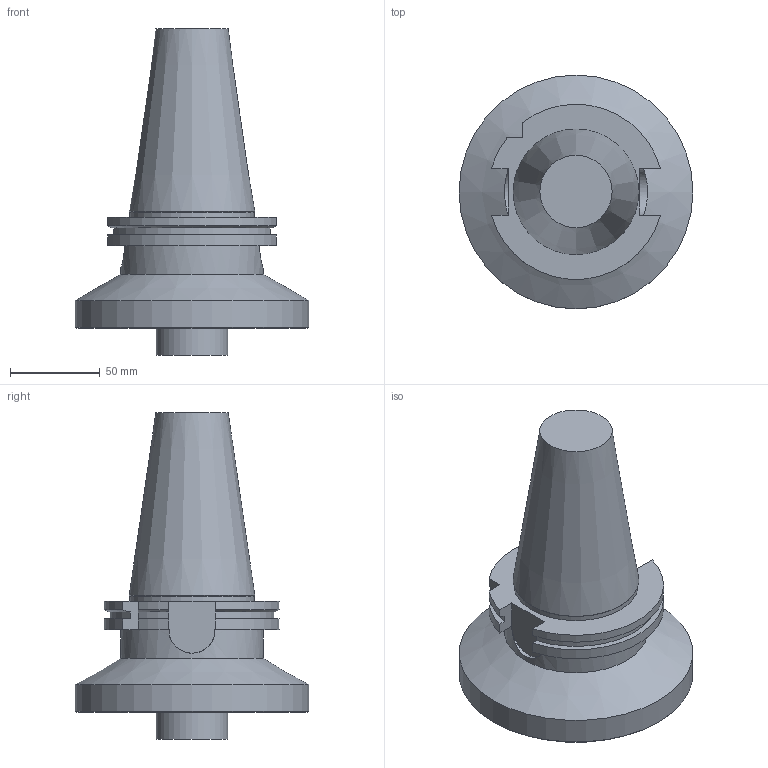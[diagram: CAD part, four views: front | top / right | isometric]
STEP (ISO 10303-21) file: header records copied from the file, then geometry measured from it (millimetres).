
FILE_DESCRIPTION(/* description */ (''),/* implementation_level */ '2;1');
FILE_NAME(/* name */ 'E3471731200.stp',/* time_stamp */ '2017-10-23T16:41:57+05:00',/* author */ (''),/* organization */ (''),/* preprocessor_version */ 'ST-DEVELOPER v16',/* originating_system */ 'SIEMENS PLM Software NX 11.0',/* authorisation */ '');
FILE_SCHEMA (('AUTOMOTIVE_DESIGN { 1 0 10303 214 3 1 1 1 }'));
Length unit declared in the file: millimetre
Products named in the file (1): E3471731200
Bounding box: 130 x 130 x 181.65 mm (x, y, z)
Volume: 793631.7 mm3; surface area: 74230.2 mm2
Topology: 2 solids, 2 shells, 45 faces, 119 edges, 80 vertices
Faces by surface type: plane 22, cylinder 15, cone 8
Full cylindrical faces by diameter (mm): 40 x1, 69.15 x1, 79.5 x1, 130 x1
Entity records: 1458 total; most frequent: CARTESIAN_POINT 307, DIRECTION 233, ORIENTED_EDGE 218, EDGE_CURVE 109, AXIS2_PLACEMENT_3D 87, VERTEX_POINT 77, LINE 59, VECTOR 59
